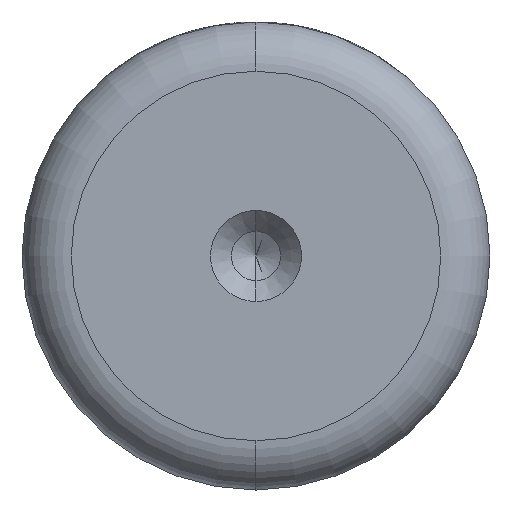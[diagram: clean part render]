
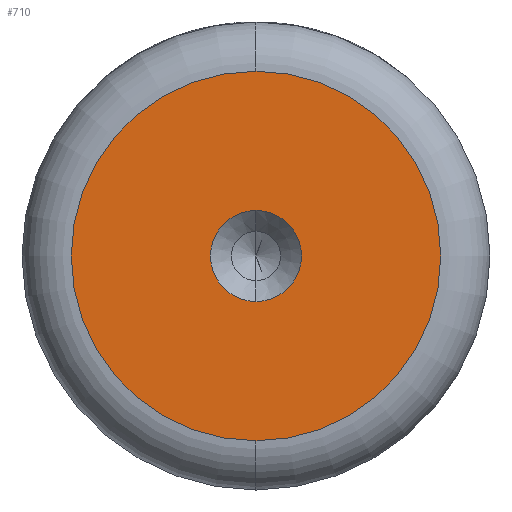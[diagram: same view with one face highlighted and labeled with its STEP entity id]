
A CAD part, left-side view. The second image highlights one B-rep face of the part: STEP entity #710.
In plain terms, the highlighted planar face has unit normal (-1, 0, 0).
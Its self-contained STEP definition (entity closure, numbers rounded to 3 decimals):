
#32 = ORIENTED_EDGE ( 'NONE', *, *, #290, .T. ) ;
#90 = CARTESIAN_POINT ( 'NONE',  ( 0., 0., 0. ) ) ;
#144 = VERTEX_POINT ( 'NONE', #1108 ) ;
#157 = CARTESIAN_POINT ( 'NONE',  ( 0., 0., 0. ) ) ;
#161 = CARTESIAN_POINT ( 'NONE',  ( 0., 0., 1.85 ) ) ;
#186 = CIRCLE ( 'NONE', #372, 1.85 ) ;
#201 = DIRECTION ( 'NONE',  ( 0., 0., 1. ) ) ;
#251 = CIRCLE ( 'NONE', #1352, 7.5 ) ;
#257 = FACE_BOUND ( 'NONE', #1120, .T. ) ;
#267 = DIRECTION ( 'NONE',  ( 0., 0., 1. ) ) ;
#285 = CARTESIAN_POINT ( 'NONE',  ( 0., 0., 0. ) ) ;
#290 = EDGE_CURVE ( 'NONE', #1171, #144, #251, .T. ) ;
#292 = DIRECTION ( 'NONE',  ( -1., 0., 0. ) ) ;
#336 = CARTESIAN_POINT ( 'NONE',  ( 0., 0., -7.5 ) ) ;
#372 = AXIS2_PLACEMENT_3D ( 'NONE', #1092, #472, #1188 ) ;
#401 = DIRECTION ( 'NONE',  ( 0., 0., 1. ) ) ;
#407 = CARTESIAN_POINT ( 'NONE',  ( 0., 0., 0. ) ) ;
#472 = DIRECTION ( 'NONE',  ( -1., 0., 0. ) ) ;
#474 = AXIS2_PLACEMENT_3D ( 'NONE', #157, #889, #267 ) ;
#501 = VERTEX_POINT ( 'NONE', #161 ) ;
#505 = PLANE ( 'NONE',  #624 ) ;
#532 = ORIENTED_EDGE ( 'NONE', *, *, #754, .F. ) ;
#589 = AXIS2_PLACEMENT_3D ( 'NONE', #90, #824, #201 ) ;
#602 = DIRECTION ( 'NONE',  ( 0., 0., 1. ) ) ;
#624 = AXIS2_PLACEMENT_3D ( 'NONE', #407, #292, #602 ) ;
#710 = ADVANCED_FACE ( 'NONE', ( #257, #1061 ), #505, .T. ) ;
#740 = EDGE_LOOP ( 'NONE', ( #1187, #32 ) ) ;
#754 = EDGE_CURVE ( 'NONE', #993, #501, #1138, .T. ) ;
#824 = DIRECTION ( 'NONE',  ( -1., 0., 0. ) ) ;
#889 = DIRECTION ( 'NONE',  ( -1., 0., 0. ) ) ;
#943 = EDGE_CURVE ( 'NONE', #144, #1171, #1151, .T. ) ;
#993 = VERTEX_POINT ( 'NONE', #1342 ) ;
#1009 = DIRECTION ( 'NONE',  ( -1., 0., 0. ) ) ;
#1061 = FACE_OUTER_BOUND ( 'NONE', #740, .T. ) ;
#1092 = CARTESIAN_POINT ( 'NONE',  ( 0., 0., 0. ) ) ;
#1108 = CARTESIAN_POINT ( 'NONE',  ( 0., 0., 7.5 ) ) ;
#1120 = EDGE_LOOP ( 'NONE', ( #1207, #532 ) ) ;
#1123 = EDGE_CURVE ( 'NONE', #501, #993, #186, .T. ) ;
#1138 = CIRCLE ( 'NONE', #589, 1.85 ) ;
#1151 = CIRCLE ( 'NONE', #474, 7.5 ) ;
#1171 = VERTEX_POINT ( 'NONE', #336 ) ;
#1187 = ORIENTED_EDGE ( 'NONE', *, *, #943, .T. ) ;
#1188 = DIRECTION ( 'NONE',  ( 0., 0., 1. ) ) ;
#1207 = ORIENTED_EDGE ( 'NONE', *, *, #1123, .F. ) ;
#1342 = CARTESIAN_POINT ( 'NONE',  ( 0., 0., -1.85 ) ) ;
#1352 = AXIS2_PLACEMENT_3D ( 'NONE', #285, #1009, #401 ) ;
